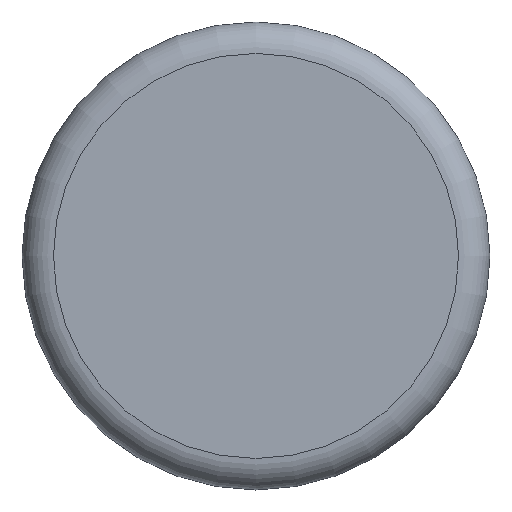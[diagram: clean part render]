
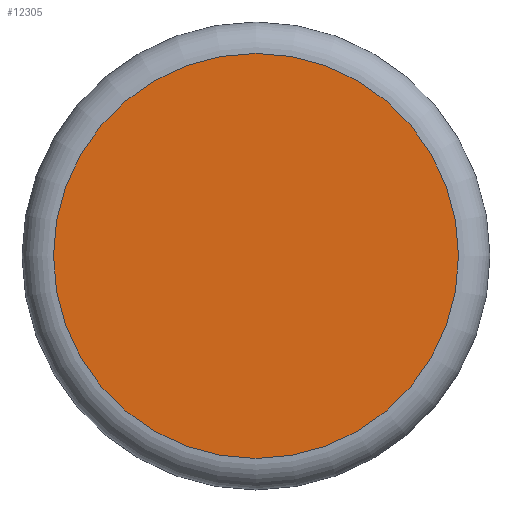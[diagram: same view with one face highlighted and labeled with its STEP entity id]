
A CAD part, top view. The second image highlights one B-rep face of the part: STEP entity #12305.
In plain terms, the highlighted planar face has unit normal (0, 0, 1).
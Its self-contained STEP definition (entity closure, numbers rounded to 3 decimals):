
#7642=FACE_OUTER_BOUND('',#14570,.T.);
#9584=PLANE('',#38542);
#12305=ADVANCED_FACE('',(#7642),#9584,.T.);
#14570=EDGE_LOOP('',(#16684));
#16684=ORIENTED_EDGE('',*,*,#31768,.T.);
#28041=VERTEX_POINT('',#51629);
#31768=EDGE_CURVE('',#28041,#28041,#37451,.T.);
#37451=CIRCLE('',#38533,19.3);
#38533=AXIS2_PLACEMENT_3D('',#51628,#41673,#41674);
#38542=AXIS2_PLACEMENT_3D('',#51660,#41691,#41692);
#41673=DIRECTION('',(0.,0.,1.));
#41674=DIRECTION('',(-1.,0.,0.));
#41691=DIRECTION('',(0.,0.,1.));
#41692=DIRECTION('',(0.,-1.,0.));
#51628=CARTESIAN_POINT('',(0.,0.,5.65));
#51629=CARTESIAN_POINT('',(-19.3,0.,5.65));
#51660=CARTESIAN_POINT('',(-9.65,0.,5.65));
